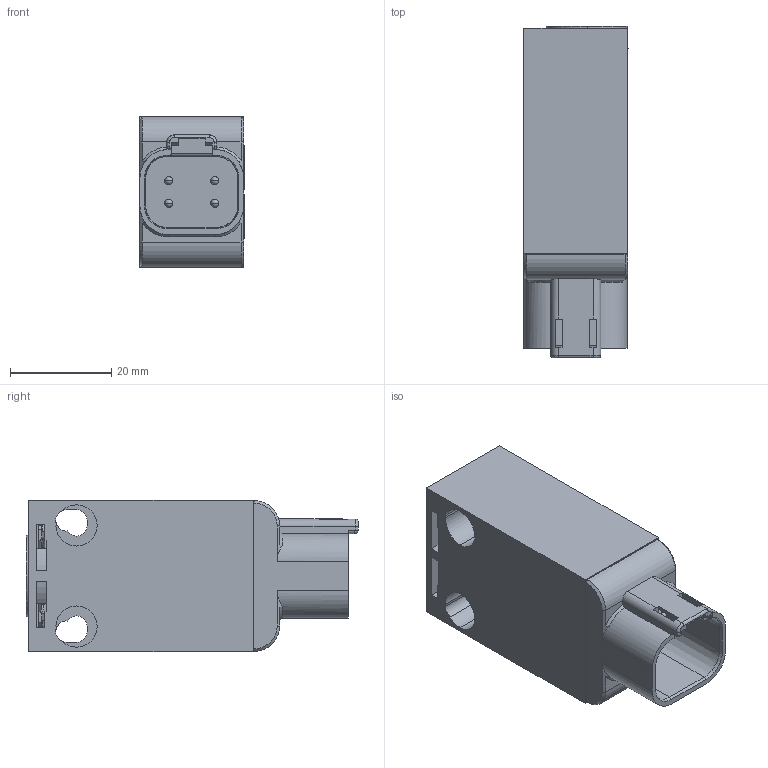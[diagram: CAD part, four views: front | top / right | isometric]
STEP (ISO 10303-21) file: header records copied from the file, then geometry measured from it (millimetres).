
FILE_DESCRIPTION(('STEP AP242'),'1');
FILE_NAME('zcmv21d44.stp','2021-08-13T05:58:49',('TraceParts'),('TraceParts S.A.'),'Spatial InterOp 3D',' ',' ');
FILE_SCHEMA(('AP242_MANAGED_MODEL_BASED_3D_ENGINEERING_MIM_LF {1 0 10303 442 1 1 4}'));
Length unit declared in the file: millimetre
Products named in the file (1): zcmv21d44_1
Bounding box: 20.6 x 65.7 x 30 mm (x, y, z)
Volume: 14859.4 mm3; surface area: 17209 mm2
Topology: 2 solids, 2 shells, 734 faces, 1981 edges, 1259 vertices
Faces by surface type: plane 341, cylinder 245, cone 68, bspline 44, torus 28, sphere 8
Entity records: 25119 total; most frequent: CARTESIAN_POINT 6680, ORIENTED_EDGE 3946, DIRECTION 3781, EDGE_CURVE 1973, AXIS2_PLACEMENT_3D 1299, VERTEX_POINT 1259, LINE 1183, VECTOR 1183
